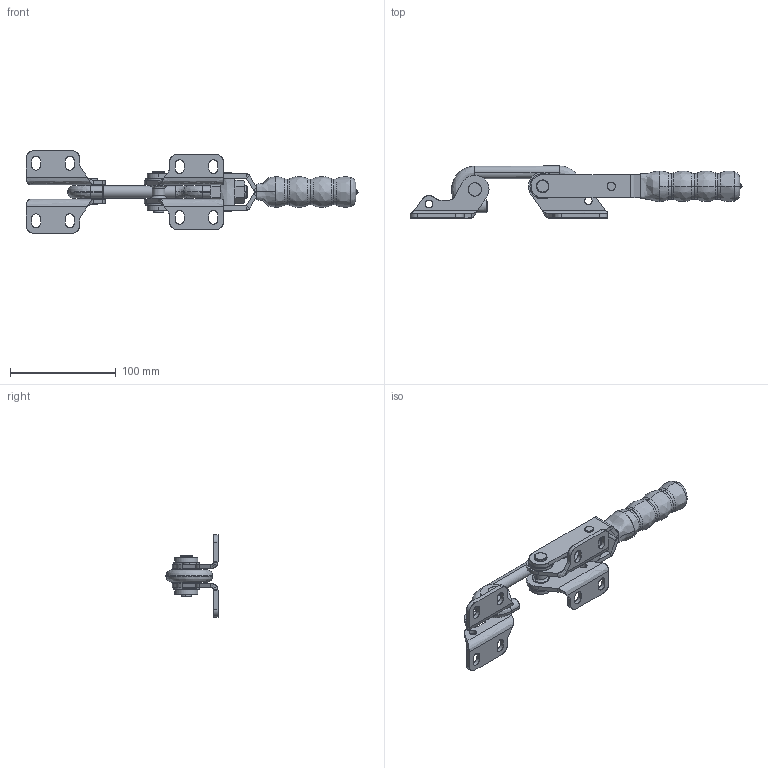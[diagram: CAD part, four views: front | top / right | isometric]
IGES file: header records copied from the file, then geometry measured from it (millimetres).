
Start section: SolidWorks IGES file using analytic representation for surfaces
Global section: file name: 0HGH-40700-SS(簡化).IGS; native system: SolidWorks 2016; preprocessor: SolidWorks 2016; author: LinWei; date: 200709.154834; units: millimetre
Bounding box: 314.49 x 49.31 x 78 mm (x, y, z)
Surface area: 63486.4 mm2 (no closed solid volume)
Topology: 0 solids, 0 shells, 670 faces, 7478 edges, 7477 vertices
Faces by surface type: bspline 455, revolution 215
